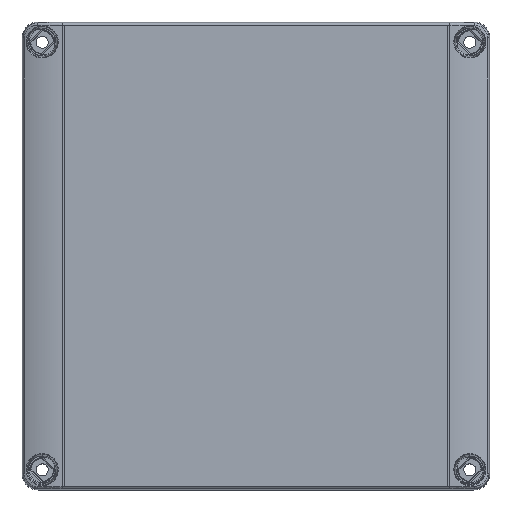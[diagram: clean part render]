
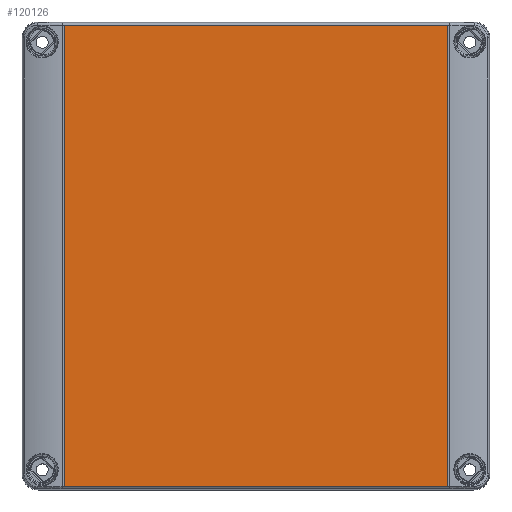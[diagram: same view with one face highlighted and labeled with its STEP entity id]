
A CAD part, top view. The second image highlights one B-rep face of the part: STEP entity #120126.
In plain terms, the highlighted face is planar.
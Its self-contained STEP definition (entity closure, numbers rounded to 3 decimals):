
#106916=DIRECTION('',(0.,0.,1.));
#106917=VECTOR('',#106916,172.555);
#106918=CARTESIAN_POINT('',(-71.5,24.998,-86.277));
#106919=LINE('',#106918,#106917);
#106923=DIRECTION('',(-1.,0.,0.));
#106924=VECTOR('',#106923,143.);
#106925=CARTESIAN_POINT('',(71.5,24.998,-86.277));
#106926=LINE('',#106925,#106924);
#106930=DIRECTION('',(0.,0.,1.));
#106931=VECTOR('',#106930,172.555);
#106932=CARTESIAN_POINT('',(71.5,24.998,-86.277));
#106933=LINE('',#106932,#106931);
#106937=DIRECTION('',(1.,0.,0.));
#106938=VECTOR('',#106937,143.);
#106939=CARTESIAN_POINT('',(-71.5,24.998,86.277));
#106940=LINE('',#106939,#106938);
#120033=CARTESIAN_POINT('',(-71.5,24.998,-86.277));
#120034=CARTESIAN_POINT('',(-71.5,24.998,86.277));
#120035=VERTEX_POINT('',#120033);
#120036=VERTEX_POINT('',#120034);
#120037=CARTESIAN_POINT('',(71.5,24.998,-86.277));
#120038=CARTESIAN_POINT('',(71.5,24.998,86.277));
#120039=VERTEX_POINT('',#120037);
#120040=VERTEX_POINT('',#120038);
#120113=CARTESIAN_POINT('',(72.5,24.995,-87.5));
#120114=DIRECTION('',(0.,1.,0.));
#120115=DIRECTION('',(-1.,0.,0.));
#120116=AXIS2_PLACEMENT_3D('',#120113,#120114,#120115);
#120117=PLANE('',#120116);
#120118=ORIENTED_EDGE('',*,*,#120062,.F.);
#120120=ORIENTED_EDGE('',*,*,#120119,.F.);
#120121=ORIENTED_EDGE('',*,*,#120090,.T.);
#120123=ORIENTED_EDGE('',*,*,#120122,.F.);
#120124=EDGE_LOOP('',(#120118,#120120,#120121,#120123));
#120125=FACE_OUTER_BOUND('',#120124,.F.);
#120062=EDGE_CURVE('',#120035,#120036,#106919,.T.);
#120090=EDGE_CURVE('',#120039,#120040,#106933,.T.);
#120119=EDGE_CURVE('',#120039,#120035,#106926,.T.);
#120122=EDGE_CURVE('',#120036,#120040,#106940,.T.);
#120126=ADVANCED_FACE('',(#120125),#120117,.T.);
